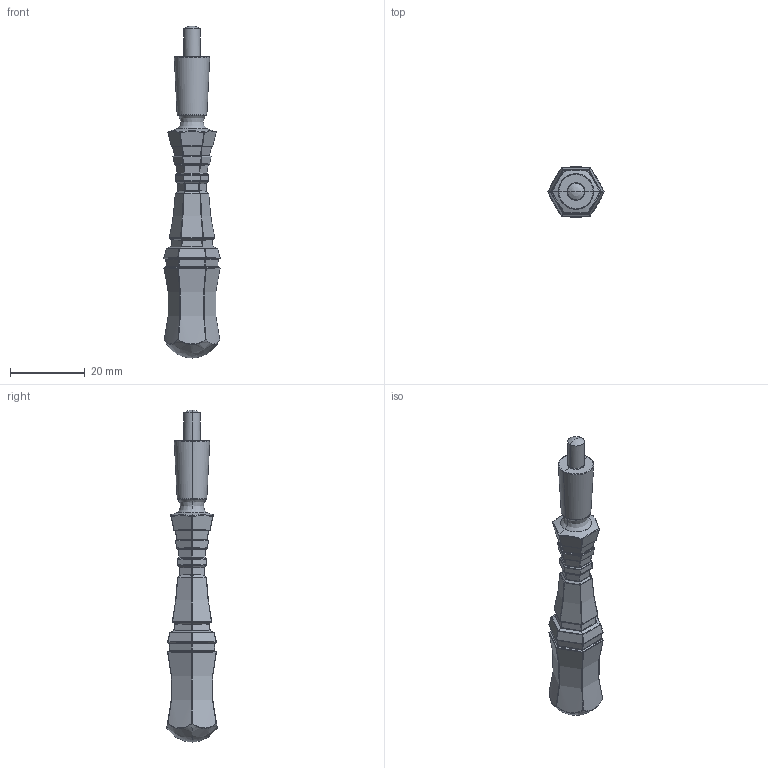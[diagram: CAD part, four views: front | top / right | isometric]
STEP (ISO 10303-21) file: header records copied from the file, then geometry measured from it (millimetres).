
FILE_DESCRIPTION(/* description */ (''),/* implementation_level */ '2;1');
FILE_NAME(/* name */ 'MANCHE~1',/* time_stamp */ '2018-01-10T18:09:43+01:00',/* author */ (''),/* organization */ (''),/* preprocessor_version */ 'ST-DEVELOPER v15',/* originating_system */ '',/* authorisation */ '');
FILE_SCHEMA (('AUTOMOTIVE_DESIGN'));
Length unit declared in the file: millimetre
Products named in the file (1): Document
Bounding box: 14.96 x 13.45 x 88.6 mm (x, y, z)
Surface area: 3017.2 mm2 (no closed solid volume)
Topology: 0 solids, 1 shells, 621 faces, 1375 edges, 740 vertices
Faces by surface type: bspline 621
Entity records: 19758 total; most frequent: CARTESIAN_POINT 13032, ORIENTED_EDGE 2707, EDGE_CURVE 1370, VERTEX_POINT 740, ADVANCED_FACE 621, FACE_OUTER_BOUND 621, EDGE_LOOP 621, B_SPLINE_CURVE_WITH_KNOTS 20
